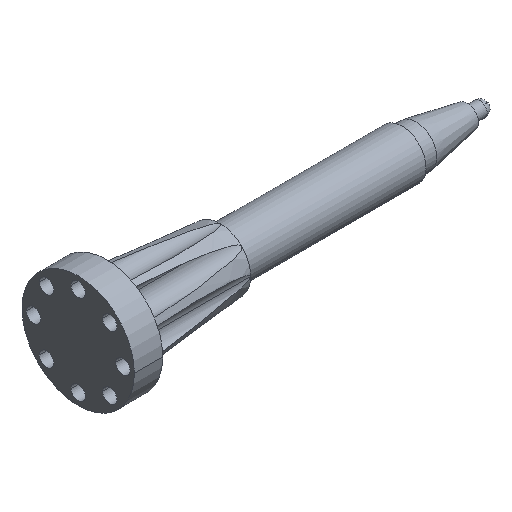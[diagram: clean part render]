
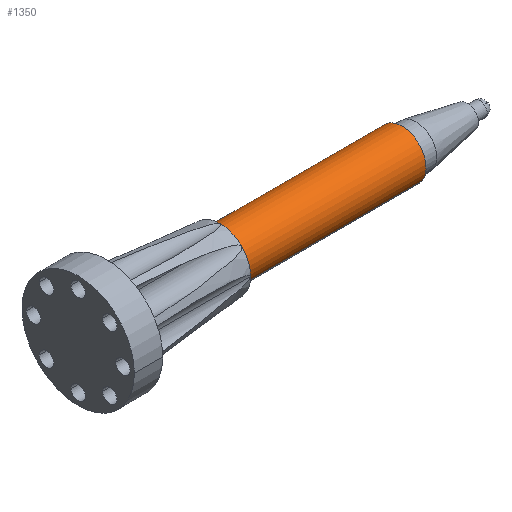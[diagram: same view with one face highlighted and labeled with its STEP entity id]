
A CAD part, isometric view. The second image highlights one B-rep face of the part: STEP entity #1350.
In plain terms, the highlighted cylindrical face has radius 8.5 mm (diameter 17 mm), a partial arc.
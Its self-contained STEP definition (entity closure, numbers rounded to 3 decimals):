
#20 = DIRECTION ( 'NONE',  ( 1., 0., 0. ) ) ;
#144 = ORIENTED_EDGE ( 'NONE', *, *, #821, .T. ) ;
#235 = VERTEX_POINT ( 'NONE', #538 ) ;
#322 = VERTEX_POINT ( 'NONE', #1934 ) ;
#473 = VERTEX_POINT ( 'NONE', #1569 ) ;
#533 = CYLINDRICAL_SURFACE ( 'NONE', #2124, 8.5 ) ;
#538 = CARTESIAN_POINT ( 'NONE',  ( -104., 0., -8.5 ) ) ;
#544 = CARTESIAN_POINT ( 'NONE',  ( 0., 0., 0. ) ) ;
#557 = VECTOR ( 'NONE', #1071, 1000. ) ;
#610 = EDGE_LOOP ( 'NONE', ( #1288, #144, #2403, #1605 ) ) ;
#728 = DIRECTION ( 'NONE',  ( 1., 0., 0. ) ) ;
#748 = DIRECTION ( 'NONE',  ( 0., 0., -1. ) ) ;
#793 = DIRECTION ( 'NONE',  ( 0., 0., -1. ) ) ;
#821 = EDGE_CURVE ( 'NONE', #322, #908, #841, .T. ) ;
#841 = LINE ( 'NONE', #1616, #1160 ) ;
#908 = VERTEX_POINT ( 'NONE', #2108 ) ;
#922 = CIRCLE ( 'NONE', #1694, 8.5 ) ;
#932 = DIRECTION ( 'NONE',  ( 0., 0., -1. ) ) ;
#1071 = DIRECTION ( 'NONE',  ( 1., 0., 0. ) ) ;
#1160 = VECTOR ( 'NONE', #2380, 1000. ) ;
#1202 = AXIS2_PLACEMENT_3D ( 'NONE', #2279, #728, #748 ) ;
#1288 = ORIENTED_EDGE ( 'NONE', *, *, #1312, .T. ) ;
#1312 = EDGE_CURVE ( 'NONE', #235, #322, #1564, .T. ) ;
#1350 = ADVANCED_FACE ( 'NONE', ( #2075 ), #533, .T. ) ;
#1564 = CIRCLE ( 'NONE', #1202, 8.5 ) ;
#1569 = CARTESIAN_POINT ( 'NONE',  ( -7., 0., -8.5 ) ) ;
#1605 = ORIENTED_EDGE ( 'NONE', *, *, #1913, .F. ) ;
#1616 = CARTESIAN_POINT ( 'NONE',  ( 0., 0., 8.5 ) ) ;
#1694 = AXIS2_PLACEMENT_3D ( 'NONE', #1754, #20, #793 ) ;
#1754 = CARTESIAN_POINT ( 'NONE',  ( -7., 0., 0. ) ) ;
#1883 = CARTESIAN_POINT ( 'NONE',  ( 0., 0., -8.5 ) ) ;
#1913 = EDGE_CURVE ( 'NONE', #235, #473, #2430, .T. ) ;
#1934 = CARTESIAN_POINT ( 'NONE',  ( -104., 0., 8.5 ) ) ;
#2075 = FACE_OUTER_BOUND ( 'NONE', #610, .T. ) ;
#2108 = CARTESIAN_POINT ( 'NONE',  ( -7., 0., 8.5 ) ) ;
#2124 = AXIS2_PLACEMENT_3D ( 'NONE', #544, #2456, #932 ) ;
#2279 = CARTESIAN_POINT ( 'NONE',  ( -104., 0., 0. ) ) ;
#2380 = DIRECTION ( 'NONE',  ( 1., 0., 0. ) ) ;
#2383 = EDGE_CURVE ( 'NONE', #473, #908, #922, .T. ) ;
#2403 = ORIENTED_EDGE ( 'NONE', *, *, #2383, .F. ) ;
#2430 = LINE ( 'NONE', #1883, #557 ) ;
#2456 = DIRECTION ( 'NONE',  ( 1., 0., 0. ) ) ;
